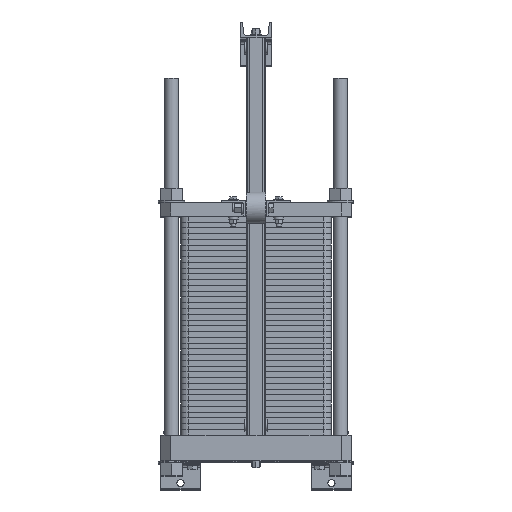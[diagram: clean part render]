
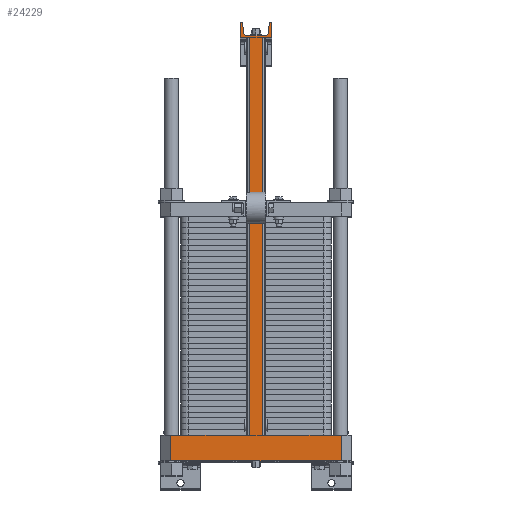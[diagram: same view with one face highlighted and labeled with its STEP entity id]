
A CAD part, top view. The second image highlights one B-rep face of the part: STEP entity #24229.
In plain terms, the highlighted planar face has unit normal (0, 0, 1).
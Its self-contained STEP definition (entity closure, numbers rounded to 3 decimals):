
#3808=LINE('',#36542,#6546);
#3822=LINE('',#36672,#6560);
#3823=LINE('',#36674,#6561);
#3824=LINE('',#36676,#6562);
#3825=LINE('',#36678,#6563);
#3826=LINE('',#36680,#6564);
#3827=LINE('',#36682,#6565);
#3828=LINE('',#36684,#6566);
#3829=LINE('',#36686,#6567);
#3830=LINE('',#36688,#6568);
#3831=LINE('',#36692,#6569);
#3832=LINE('',#36696,#6570);
#3833=LINE('',#36700,#6571);
#3834=LINE('',#36704,#6572);
#3835=LINE('',#36706,#6573);
#3836=LINE('',#36707,#6574);
#6546=VECTOR('',#28228,1.);
#6560=VECTOR('',#28316,10.);
#6561=VECTOR('',#28317,10.);
#6562=VECTOR('',#28318,10.);
#6563=VECTOR('',#28319,10.);
#6564=VECTOR('',#28320,10.);
#6565=VECTOR('',#28321,10.);
#6566=VECTOR('',#28322,10.);
#6567=VECTOR('',#28323,10.);
#6568=VECTOR('',#28324,10.);
#6569=VECTOR('',#28327,10.);
#6570=VECTOR('',#28330,10.);
#6571=VECTOR('',#28333,10.);
#6572=VECTOR('',#28336,10.);
#6573=VECTOR('',#28337,10.);
#6574=VECTOR('',#28338,10.);
#9260=PLANE('',#25437);
#10382=FACE_OUTER_BOUND('',#11505,.T.);
#11505=EDGE_LOOP('',(#18987,#18988,#18989,#18990,#18991,#18992,#18993,#18994,
#18995,#18996,#18997,#18998,#18999,#19000,#19001,#19002,#19003,#19004,#19005,
#19006));
#12929=CIRCLE('',#25438,4.);
#12930=CIRCLE('',#25439,8.);
#12931=CIRCLE('',#25440,8.);
#12932=CIRCLE('',#25441,4.);
#14539=VERTEX_POINT('',#36539);
#14540=VERTEX_POINT('',#36541);
#14571=VERTEX_POINT('',#36671);
#14572=VERTEX_POINT('',#36673);
#14573=VERTEX_POINT('',#36675);
#14574=VERTEX_POINT('',#36677);
#14575=VERTEX_POINT('',#36679);
#14576=VERTEX_POINT('',#36681);
#14577=VERTEX_POINT('',#36683);
#14578=VERTEX_POINT('',#36685);
#14579=VERTEX_POINT('',#36687);
#14580=VERTEX_POINT('',#36689);
#14581=VERTEX_POINT('',#36691);
#14582=VERTEX_POINT('',#36693);
#14583=VERTEX_POINT('',#36695);
#14584=VERTEX_POINT('',#36697);
#14585=VERTEX_POINT('',#36699);
#14586=VERTEX_POINT('',#36701);
#14587=VERTEX_POINT('',#36703);
#14588=VERTEX_POINT('',#36705);
#16319=EDGE_CURVE('',#14540,#14539,#3808,.T.);
#16359=EDGE_CURVE('',#14539,#14571,#3822,.T.);
#16360=EDGE_CURVE('',#14571,#14572,#3823,.T.);
#16361=EDGE_CURVE('',#14573,#14572,#3824,.T.);
#16362=EDGE_CURVE('',#14574,#14573,#3825,.T.);
#16363=EDGE_CURVE('',#14574,#14575,#3826,.T.);
#16364=EDGE_CURVE('',#14575,#14576,#3827,.T.);
#16365=EDGE_CURVE('',#14576,#14577,#3828,.T.);
#16366=EDGE_CURVE('',#14577,#14578,#3829,.T.);
#16367=EDGE_CURVE('',#14578,#14579,#3830,.T.);
#16368=EDGE_CURVE('',#14579,#14580,#12929,.T.);
#16369=EDGE_CURVE('',#14580,#14581,#3831,.T.);
#16370=EDGE_CURVE('',#14581,#14582,#12930,.T.);
#16371=EDGE_CURVE('',#14582,#14583,#3832,.T.);
#16372=EDGE_CURVE('',#14583,#14584,#12931,.T.);
#16373=EDGE_CURVE('',#14584,#14585,#3833,.T.);
#16374=EDGE_CURVE('',#14585,#14586,#12932,.T.);
#16375=EDGE_CURVE('',#14586,#14587,#3834,.T.);
#16376=EDGE_CURVE('',#14587,#14588,#3835,.T.);
#16377=EDGE_CURVE('',#14588,#14540,#3836,.T.);
#18987=ORIENTED_EDGE('',*,*,#16319,.T.);
#18988=ORIENTED_EDGE('',*,*,#16359,.T.);
#18989=ORIENTED_EDGE('',*,*,#16360,.T.);
#18990=ORIENTED_EDGE('',*,*,#16361,.F.);
#18991=ORIENTED_EDGE('',*,*,#16362,.F.);
#18992=ORIENTED_EDGE('',*,*,#16363,.T.);
#18993=ORIENTED_EDGE('',*,*,#16364,.T.);
#18994=ORIENTED_EDGE('',*,*,#16365,.T.);
#18995=ORIENTED_EDGE('',*,*,#16366,.T.);
#18996=ORIENTED_EDGE('',*,*,#16367,.T.);
#18997=ORIENTED_EDGE('',*,*,#16368,.T.);
#18998=ORIENTED_EDGE('',*,*,#16369,.T.);
#18999=ORIENTED_EDGE('',*,*,#16370,.T.);
#19000=ORIENTED_EDGE('',*,*,#16371,.T.);
#19001=ORIENTED_EDGE('',*,*,#16372,.T.);
#19002=ORIENTED_EDGE('',*,*,#16373,.T.);
#19003=ORIENTED_EDGE('',*,*,#16374,.T.);
#19004=ORIENTED_EDGE('',*,*,#16375,.T.);
#19005=ORIENTED_EDGE('',*,*,#16376,.T.);
#19006=ORIENTED_EDGE('',*,*,#16377,.T.);
#24229=ADVANCED_FACE('',(#10382),#9260,.T.);
#25437=AXIS2_PLACEMENT_3D('',#36670,#28314,#28315);
#25438=AXIS2_PLACEMENT_3D('',#36690,#28325,#28326);
#25439=AXIS2_PLACEMENT_3D('',#36694,#28328,#28329);
#25440=AXIS2_PLACEMENT_3D('',#36698,#28331,#28332);
#25441=AXIS2_PLACEMENT_3D('',#36702,#28334,#28335);
#28228=DIRECTION('',(0.,-1.,0.));
#28314=DIRECTION('center_axis',(0.,0.,
1.));
#28315=DIRECTION('ref_axis',(-1.,0.,0.));
#28316=DIRECTION('',(-1.,0.,0.));
#28317=DIRECTION('',(0.,-1.,0.));
#28318=DIRECTION('',(-1.,0.,0.));
#28319=DIRECTION('',(0.,-1.,0.));
#28320=DIRECTION('',(-1.,0.,0.));
#28321=DIRECTION('',(0.,1.,0.));
#28322=DIRECTION('',(1.,0.,0.));
#28323=DIRECTION('',(0.,1.,0.));
#28324=DIRECTION('',(-1.,0.,0.));
#28325=DIRECTION('center_axis',(0.,0.,1.));
#28326=DIRECTION('ref_axis',(0.,1.,0.));
#28327=DIRECTION('',(-0.091,-0.996,0.));
#28328=DIRECTION('center_axis',(0.,0.,-1.));
#28329=DIRECTION('ref_axis',(0.,1.,0.));
#28330=DIRECTION('',(-1.,0.,0.));
#28331=DIRECTION('center_axis',(0.,0.,-1.));
#28332=DIRECTION('ref_axis',(0.996,0.091,0.));
#28333=DIRECTION('',(-0.091,0.996,0.));
#28334=DIRECTION('center_axis',(0.,0.,1.));
#28335=DIRECTION('ref_axis',(0.996,0.091,0.));
#28336=DIRECTION('',(-1.,0.,0.));
#28337=DIRECTION('',(0.,-1.,0.));
#28338=DIRECTION('',(1.,0.,0.));
#36539=CARTESIAN_POINT('',(-16.2,0.,1754.));
#36541=CARTESIAN_POINT('',(-16.2,1000.,1754.));
#36542=CARTESIAN_POINT('',(-16.2,761.,1754.));
#36670=CARTESIAN_POINT('Origin',(215.,0.,1754.));
#36671=CARTESIAN_POINT('',(-215.,0.,1754.));
#36672=CARTESIAN_POINT('',(215.,0.,1754.));
#36673=CARTESIAN_POINT('',(-215.,-65.,1754.));
#36674=CARTESIAN_POINT('',(-215.,0.,1754.));
#36675=CARTESIAN_POINT('',(215.,-65.,1754.));
#36676=CARTESIAN_POINT('',(215.,-65.,1754.));
#36677=CARTESIAN_POINT('',(215.,0.,1754.));
#36678=CARTESIAN_POINT('',(215.,0.,1754.));
#36679=CARTESIAN_POINT('',(16.2,0.,1754.));
#36680=CARTESIAN_POINT('',(215.,0.,1754.));
#36681=CARTESIAN_POINT('',(16.2,1000.,1754.));
#36682=CARTESIAN_POINT('',(16.2,0.,1754.));
#36683=CARTESIAN_POINT('',(40.,1000.,1754.));
#36684=CARTESIAN_POINT('',(-40.,1000.,1754.));
#36685=CARTESIAN_POINT('',(40.,1040.,1754.));
#36686=CARTESIAN_POINT('',(40.,1000.,1754.));
#36687=CARTESIAN_POINT('',(37.45,1040.,1754.));
#36688=CARTESIAN_POINT('',(40.,1040.,1754.));
#36689=CARTESIAN_POINT('',(33.466,1036.366,1754.));
#36690=CARTESIAN_POINT('Origin',(37.45,1036.,1754.));
#36691=CARTESIAN_POINT('',(31.347,1013.269,1754.));
#36692=CARTESIAN_POINT('',(33.466,1036.366,1754.));
#36693=CARTESIAN_POINT('',(23.381,1006.,1754.));
#36694=CARTESIAN_POINT('Origin',(23.381,1014.,1754.));
#36695=CARTESIAN_POINT('',(-23.381,1006.,1754.));
#36696=CARTESIAN_POINT('',(23.381,1006.,1754.));
#36697=CARTESIAN_POINT('',(-31.347,1013.269,1754.));
#36698=CARTESIAN_POINT('Origin',(-23.381,1014.,1754.));
#36699=CARTESIAN_POINT('',(-33.466,1036.366,1754.));
#36700=CARTESIAN_POINT('',(-31.347,1013.269,1754.));
#36701=CARTESIAN_POINT('',(-37.45,1040.,1754.));
#36702=CARTESIAN_POINT('Origin',(-37.45,1036.,1754.));
#36703=CARTESIAN_POINT('',(-40.,1040.,1754.));
#36704=CARTESIAN_POINT('',(-37.45,1040.,1754.));
#36705=CARTESIAN_POINT('',(-40.,1000.,1754.));
#36706=CARTESIAN_POINT('',(-40.,1040.,1754.));
#36707=CARTESIAN_POINT('',(-40.,1000.,1754.));
